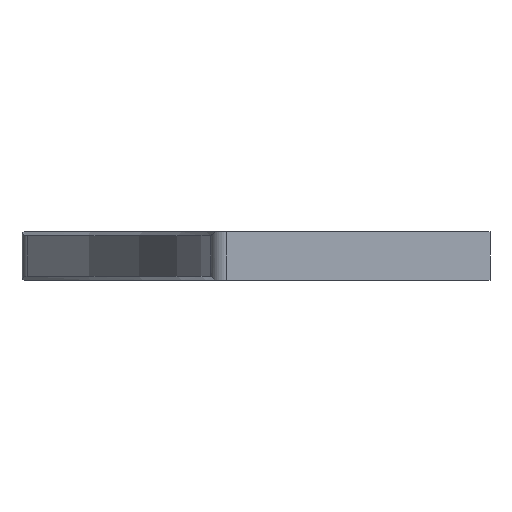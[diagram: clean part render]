
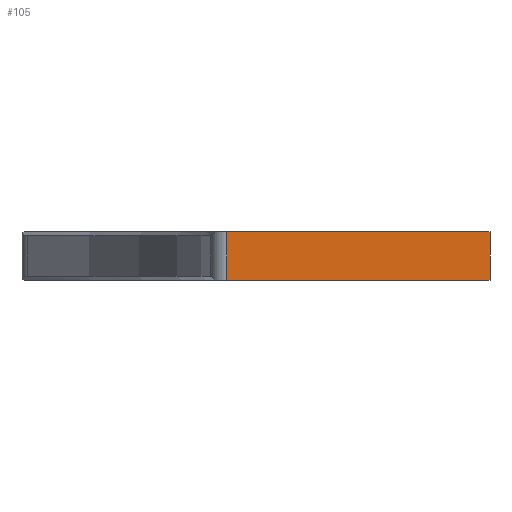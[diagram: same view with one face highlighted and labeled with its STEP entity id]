
A CAD part, front view. The second image highlights one B-rep face of the part: STEP entity #105.
In plain terms, the highlighted planar face has unit normal (0, -1, 0).
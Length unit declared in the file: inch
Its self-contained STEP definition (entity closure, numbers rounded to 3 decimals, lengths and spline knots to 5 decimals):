
#39 = VERTEX_POINT ( 'NONE', #978 ) ;
#52 = CARTESIAN_POINT ( 'NONE',  ( 4.563, 0., 0. ) ) ;
#88 = EDGE_CURVE ( 'NONE', #121, #39, #431, .T. ) ;
#105 = ADVANCED_FACE ( 'NONE', ( #634 ), #997, .T. ) ;
#121 = VERTEX_POINT ( 'NONE', #1169 ) ;
#122 = EDGE_CURVE ( 'NONE', #497, #262, #1157, .T. ) ;
#132 = CARTESIAN_POINT ( 'NONE',  ( 6.719, 0., -0.3735 ) ) ;
#167 = DIRECTION ( 'NONE',  ( 0., -1., 0. ) ) ;
#202 = VECTOR ( 'NONE', #242, 39.37008 ) ;
#242 = DIRECTION ( 'NONE',  ( 1., 0., 0. ) ) ;
#262 = VERTEX_POINT ( 'NONE', #1027 ) ;
#304 = ORIENTED_EDGE ( 'NONE', *, *, #322, .T. ) ;
#308 = CARTESIAN_POINT ( 'NONE',  ( 4.68633, 0., -0.3735 ) ) ;
#322 = EDGE_CURVE ( 'NONE', #121, #497, #569, .T. ) ;
#341 = DIRECTION ( 'NONE',  ( 0., 0., -1. ) ) ;
#347 = DIRECTION ( 'NONE',  ( 1., 0., 0. ) ) ;
#355 = ORIENTED_EDGE ( 'NONE', *, *, #88, .F. ) ;
#431 = LINE ( 'NONE', #52, #202 ) ;
#440 = ORIENTED_EDGE ( 'NONE', *, *, #122, .T. ) ;
#497 = VERTEX_POINT ( 'NONE', #308 ) ;
#505 = LINE ( 'NONE', #132, #1054 ) ;
#569 = LINE ( 'NONE', #759, #1017 ) ;
#634 = FACE_OUTER_BOUND ( 'NONE', #1138, .T. ) ;
#682 = VECTOR ( 'NONE', #347, 39.37008 ) ;
#701 = AXIS2_PLACEMENT_3D ( 'NONE', #1162, #167, #341 ) ;
#759 = CARTESIAN_POINT ( 'NONE',  ( 4.68633, 0., -0.3425 ) ) ;
#873 = DIRECTION ( 'NONE',  ( 0., 0., 1. ) ) ;
#963 = ORIENTED_EDGE ( 'NONE', *, *, #998, .T. ) ;
#978 = CARTESIAN_POINT ( 'NONE',  ( 6.719, 0., 0. ) ) ;
#990 = CARTESIAN_POINT ( 'NONE',  ( 4.563, 0., -0.3735 ) ) ;
#997 = PLANE ( 'NONE',  #701 ) ;
#998 = EDGE_CURVE ( 'NONE', #262, #39, #505, .T. ) ;
#1017 = VECTOR ( 'NONE', #1043, 39.37008 ) ;
#1027 = CARTESIAN_POINT ( 'NONE',  ( 6.719, 0., -0.3735 ) ) ;
#1043 = DIRECTION ( 'NONE',  ( 0., 0., -1. ) ) ;
#1054 = VECTOR ( 'NONE', #873, 39.37008 ) ;
#1138 = EDGE_LOOP ( 'NONE', ( #355, #304, #440, #963 ) ) ;
#1157 = LINE ( 'NONE', #990, #682 ) ;
#1162 = CARTESIAN_POINT ( 'NONE',  ( 4.563, 0., -0.3735 ) ) ;
#1169 = CARTESIAN_POINT ( 'NONE',  ( 4.68633, 0., 0. ) ) ;
